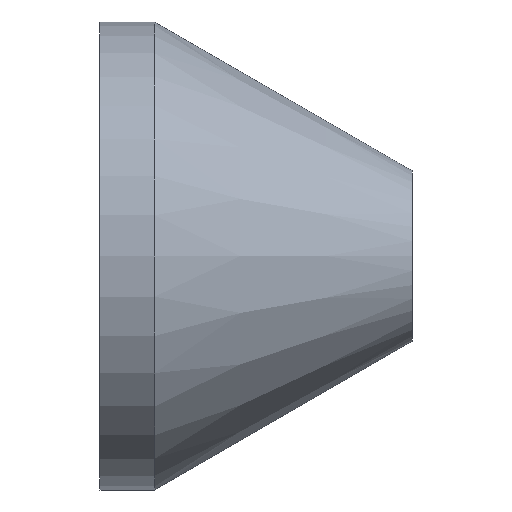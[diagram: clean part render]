
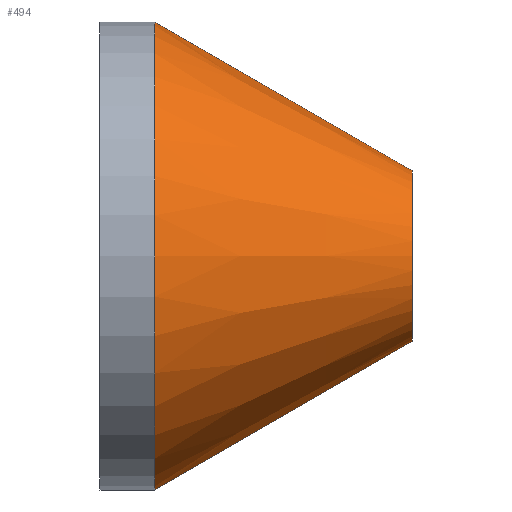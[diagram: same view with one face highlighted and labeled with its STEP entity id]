
A CAD part, front view. The second image highlights one B-rep face of the part: STEP entity #494.
In plain terms, the highlighted conical face has half-angle 30 degrees and reference radius 11.5 mm.
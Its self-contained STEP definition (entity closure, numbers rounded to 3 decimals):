
#74 = EDGE_LOOP ( 'NONE', ( #856, #859, #1468, #660 ) ) ;
#93 = AXIS2_PLACEMENT_3D ( 'NONE', #1452, #1228, #282 ) ;
#107 = CARTESIAN_POINT ( 'NONE',  ( 7.359, 0., -31.5 ) ) ;
#122 = CARTESIAN_POINT ( 'NONE',  ( 42., 0., -11.5 ) ) ;
#151 = VERTEX_POINT ( 'NONE', #586 ) ;
#187 = VERTEX_POINT ( 'NONE', #1199 ) ;
#191 = DIRECTION ( 'NONE',  ( -1., 0., 0. ) ) ;
#282 = DIRECTION ( 'NONE',  ( 0., 0., -1. ) ) ;
#283 = DIRECTION ( 'NONE',  ( 1., 0., 0. ) ) ;
#314 = EDGE_CURVE ( 'NONE', #151, #1208, #1433, .T. ) ;
#343 = VECTOR ( 'NONE', #791, 1000. ) ;
#367 = AXIS2_PLACEMENT_3D ( 'NONE', #1334, #283, #1079 ) ;
#382 = EDGE_CURVE ( 'NONE', #151, #187, #897, .T. ) ;
#494 = ADVANCED_FACE ( 'NONE', ( #922 ), #1168, .T. ) ;
#543 = DIRECTION ( 'NONE',  ( 0., 0., 1. ) ) ;
#572 = VERTEX_POINT ( 'NONE', #107 ) ;
#586 = CARTESIAN_POINT ( 'NONE',  ( 42., 0., 11.5 ) ) ;
#660 = ORIENTED_EDGE ( 'NONE', *, *, #1027, .T. ) ;
#764 = CIRCLE ( 'NONE', #367, 31.5 ) ;
#791 = DIRECTION ( 'NONE',  ( -0.866, 0., 0.5 ) ) ;
#856 = ORIENTED_EDGE ( 'NONE', *, *, #1358, .F. ) ;
#859 = ORIENTED_EDGE ( 'NONE', *, *, #314, .F. ) ;
#897 = LINE ( 'NONE', #1379, #343 ) ;
#922 = FACE_OUTER_BOUND ( 'NONE', #74, .T. ) ;
#1027 = EDGE_CURVE ( 'NONE', #187, #572, #764, .T. ) ;
#1079 = DIRECTION ( 'NONE',  ( 0., 0., -1. ) ) ;
#1168 = CONICAL_SURFACE ( 'NONE', #1333, 11.5, 0.524 ) ;
#1199 = CARTESIAN_POINT ( 'NONE',  ( 7.359, 0., 31.5 ) ) ;
#1208 = VERTEX_POINT ( 'NONE', #122 ) ;
#1228 = DIRECTION ( 'NONE',  ( 1., 0., 0. ) ) ;
#1263 = VECTOR ( 'NONE', #1295, 1000. ) ;
#1295 = DIRECTION ( 'NONE',  ( -0.866, 0., -0.5 ) ) ;
#1333 = AXIS2_PLACEMENT_3D ( 'NONE', #1393, #191, #543 ) ;
#1334 = CARTESIAN_POINT ( 'NONE',  ( 7.359, 0., 0. ) ) ;
#1358 = EDGE_CURVE ( 'NONE', #1208, #572, #1408, .T. ) ;
#1379 = CARTESIAN_POINT ( 'NONE',  ( 42., 0., 11.5 ) ) ;
#1393 = CARTESIAN_POINT ( 'NONE',  ( 42., 0., 0. ) ) ;
#1408 = LINE ( 'NONE', #1550, #1263 ) ;
#1433 = CIRCLE ( 'NONE', #93, 11.5 ) ;
#1452 = CARTESIAN_POINT ( 'NONE',  ( 42., 0., 0. ) ) ;
#1468 = ORIENTED_EDGE ( 'NONE', *, *, #382, .T. ) ;
#1550 = CARTESIAN_POINT ( 'NONE',  ( 42., 0., -11.5 ) ) ;
